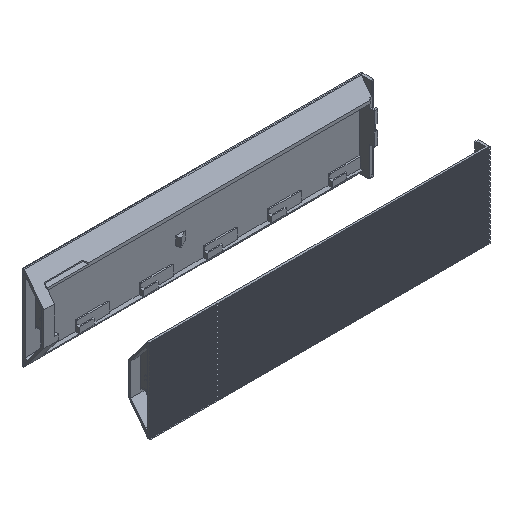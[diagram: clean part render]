
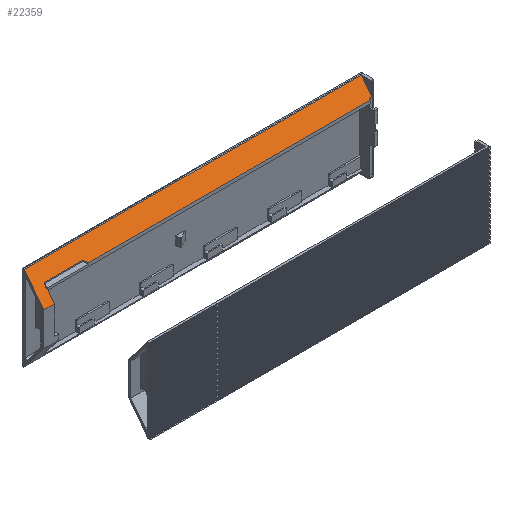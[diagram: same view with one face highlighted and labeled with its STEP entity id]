
A CAD part, isometric view. The second image highlights one B-rep face of the part: STEP entity #22359.
In plain terms, the highlighted planar face has unit normal (0, -0.794, 0.608).
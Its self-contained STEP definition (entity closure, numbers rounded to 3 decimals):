
#150 = CARTESIAN_POINT ( 'NONE',  ( 0., 7.2, 38.326 ) ) ;
#597 = CARTESIAN_POINT ( 'NONE',  ( 314., 8.1, 39.5 ) ) ;
#915 = VERTEX_POINT ( 'NONE', #3630 ) ;
#1070 = EDGE_CURVE ( 'NONE', #915, #1500, #22363, .T. ) ;
#1440 = LINE ( 'NONE', #1547, #14484 ) ;
#1500 = VERTEX_POINT ( 'NONE', #20349 ) ;
#1547 = CARTESIAN_POINT ( 'NONE',  ( 314., -2.6, 25.537 ) ) ;
#1796 = DIRECTION ( 'NONE',  ( -1., 0., 0. ) ) ;
#2134 = LINE ( 'NONE', #21840, #20841 ) ;
#2343 = ORIENTED_EDGE ( 'NONE', *, *, #10550, .F. ) ;
#2885 = VECTOR ( 'NONE', #12252, 1000. ) ;
#3003 = EDGE_CURVE ( 'NONE', #22158, #10722, #4568, .T. ) ;
#3405 = DIRECTION ( 'NONE',  ( -1., 0., 0. ) ) ;
#3630 = CARTESIAN_POINT ( 'NONE',  ( 10., -10.1, 15.75 ) ) ;
#3965 = VECTOR ( 'NONE', #16613, 1000. ) ;
#4003 = LINE ( 'NONE', #10809, #8444 ) ;
#4568 = LINE ( 'NONE', #15596, #10738 ) ;
#4695 = VECTOR ( 'NONE', #23068, 1000. ) ;
#6379 = CARTESIAN_POINT ( 'NONE',  ( 10., -2.6, 25.537 ) ) ;
#6496 = DIRECTION ( 'NONE',  ( -0.707, 0.43, 0.561 ) ) ;
#6694 = DIRECTION ( 'NONE',  ( 0., -0.608, -0.794 ) ) ;
#7030 = DIRECTION ( 'NONE',  ( 0., 0.608, 0.794 ) ) ;
#7271 = DIRECTION ( 'NONE',  ( -1., 0., 0. ) ) ;
#7344 = CARTESIAN_POINT ( 'NONE',  ( 49.5, -2.6, 25.537 ) ) ;
#7466 = LINE ( 'NONE', #21434, #21609 ) ;
#8012 = EDGE_CURVE ( 'NONE', #9022, #1500, #20966, .T. ) ;
#8270 = CARTESIAN_POINT ( 'NONE',  ( 46., -0.471, 28.315 ) ) ;
#8275 = EDGE_CURVE ( 'NONE', #16509, #13227, #17365, .T. ) ;
#8444 = VECTOR ( 'NONE', #16078, 1000. ) ;
#8799 = FACE_OUTER_BOUND ( 'NONE', #13621, .T. ) ;
#9022 = VERTEX_POINT ( 'NONE', #10153 ) ;
#9045 = CARTESIAN_POINT ( 'NONE',  ( 334.362, -1.7, 26.712 ) ) ;
#9104 = CARTESIAN_POINT ( 'NONE',  ( 315.95, 8.1, 39.5 ) ) ;
#9142 = VERTEX_POINT ( 'NONE', #7344 ) ;
#9603 = ORIENTED_EDGE ( 'NONE', *, *, #11659, .F. ) ;
#9760 = ORIENTED_EDGE ( 'NONE', *, *, #1070, .T. ) ;
#9895 = DIRECTION ( 'NONE',  ( 0., 0.608, 0.794 ) ) ;
#9987 = CARTESIAN_POINT ( 'NONE',  ( 0., -10.1, 15.75 ) ) ;
#10112 = ORIENTED_EDGE ( 'NONE', *, *, #3003, .T. ) ;
#10153 = CARTESIAN_POINT ( 'NONE',  ( 46., -0.471, 28.315 ) ) ;
#10191 = ORIENTED_EDGE ( 'NONE', *, *, #12102, .T. ) ;
#10248 = CARTESIAN_POINT ( 'NONE',  ( 314., -10.1, 15.75 ) ) ;
#10292 = VERTEX_POINT ( 'NONE', #9104 ) ;
#10550 = EDGE_CURVE ( 'NONE', #915, #16509, #15765, .T. ) ;
#10722 = VERTEX_POINT ( 'NONE', #20131 ) ;
#10738 = VECTOR ( 'NONE', #7030, 1000. ) ;
#10809 = CARTESIAN_POINT ( 'NONE',  ( -0.65, 7.2, 38.326 ) ) ;
#11059 = EDGE_CURVE ( 'NONE', #17512, #10722, #19871, .T. ) ;
#11262 = DIRECTION ( 'NONE',  ( 0., 0.608, 0.794 ) ) ;
#11288 = CARTESIAN_POINT ( 'NONE',  ( 314., -2.6, 25.537 ) ) ;
#11411 = VECTOR ( 'NONE', #7271, 1000. ) ;
#11659 = EDGE_CURVE ( 'NONE', #10292, #17512, #7466, .T. ) ;
#11933 = ORIENTED_EDGE ( 'NONE', *, *, #8012, .F. ) ;
#12006 = EDGE_CURVE ( 'NONE', #20172, #20053, #2134, .T. ) ;
#12042 = VECTOR ( 'NONE', #9895, 1000. ) ;
#12080 = CARTESIAN_POINT ( 'NONE',  ( 314., -10.1, 15.75 ) ) ;
#12102 = EDGE_CURVE ( 'NONE', #10292, #20053, #20207, .T. ) ;
#12252 = DIRECTION ( 'NONE',  ( -1., 0., 0. ) ) ;
#12871 = EDGE_CURVE ( 'NONE', #20172, #13227, #4003, .T. ) ;
#13227 = VERTEX_POINT ( 'NONE', #150 ) ;
#13354 = VECTOR ( 'NONE', #1796, 1000. ) ;
#13621 = EDGE_LOOP ( 'NONE', ( #15227, #13980, #10112, #17051, #9603, #10191, #17922, #23220, #21452, #2343, #9760, #11933 ) ) ;
#13799 = CARTESIAN_POINT ( 'NONE',  ( 10., -0.471, 28.315 ) ) ;
#13980 = ORIENTED_EDGE ( 'NONE', *, *, #19728, .F. ) ;
#14484 = VECTOR ( 'NONE', #3405, 1000. ) ;
#15227 = ORIENTED_EDGE ( 'NONE', *, *, #15961, .F. ) ;
#15421 = LINE ( 'NONE', #8270, #18601 ) ;
#15596 = CARTESIAN_POINT ( 'NONE',  ( 314., -10.1, 15.75 ) ) ;
#15765 = LINE ( 'NONE', #10248, #2885 ) ;
#15961 = EDGE_CURVE ( 'NONE', #9142, #9022, #15421, .T. ) ;
#16078 = DIRECTION ( 'NONE',  ( 1., 0., 0. ) ) ;
#16387 = AXIS2_PLACEMENT_3D ( 'NONE', #12080, #21258, #6694 ) ;
#16509 = VERTEX_POINT ( 'NONE', #18105 ) ;
#16613 = DIRECTION ( 'NONE',  ( 0., 0.608, 0.794 ) ) ;
#17051 = ORIENTED_EDGE ( 'NONE', *, *, #11059, .F. ) ;
#17365 = LINE ( 'NONE', #9987, #3965 ) ;
#17512 = VERTEX_POINT ( 'NONE', #20931 ) ;
#17581 = CARTESIAN_POINT ( 'NONE',  ( -0.65, 7.2, 38.326 ) ) ;
#17600 = PLANE ( 'NONE',  #16387 ) ;
#17922 = ORIENTED_EDGE ( 'NONE', *, *, #12006, .F. ) ;
#18105 = CARTESIAN_POINT ( 'NONE',  ( 0., -10.1, 15.75 ) ) ;
#18601 = VECTOR ( 'NONE', #6496, 1000. ) ;
#19728 = EDGE_CURVE ( 'NONE', #22158, #9142, #1440, .T. ) ;
#19871 = LINE ( 'NONE', #9045, #13354 ) ;
#20053 = VERTEX_POINT ( 'NONE', #22294 ) ;
#20131 = CARTESIAN_POINT ( 'NONE',  ( 314., -1.7, 26.712 ) ) ;
#20172 = VERTEX_POINT ( 'NONE', #17581 ) ;
#20207 = LINE ( 'NONE', #597, #11411 ) ;
#20349 = CARTESIAN_POINT ( 'NONE',  ( 10., -0.471, 28.315 ) ) ;
#20841 = VECTOR ( 'NONE', #11262, 1000. ) ;
#20931 = CARTESIAN_POINT ( 'NONE',  ( 315.95, -1.7, 26.712 ) ) ;
#20966 = LINE ( 'NONE', #13799, #4695 ) ;
#21258 = DIRECTION ( 'NONE',  ( 0., -0.794, 0.608 ) ) ;
#21434 = CARTESIAN_POINT ( 'NONE',  ( 315.95, 8.1, 39.5 ) ) ;
#21452 = ORIENTED_EDGE ( 'NONE', *, *, #8275, .F. ) ;
#21609 = VECTOR ( 'NONE', #23062, 1000. ) ;
#21840 = CARTESIAN_POINT ( 'NONE',  ( -0.65, -13.967, 10.703 ) ) ;
#22158 = VERTEX_POINT ( 'NONE', #11288 ) ;
#22294 = CARTESIAN_POINT ( 'NONE',  ( -0.65, 8.1, 39.5 ) ) ;
#22359 = ADVANCED_FACE ( 'NONE', ( #8799 ), #17600, .T. ) ;
#22363 = LINE ( 'NONE', #6379, #12042 ) ;
#23062 = DIRECTION ( 'NONE',  ( 0., -0.608, -0.794 ) ) ;
#23068 = DIRECTION ( 'NONE',  ( -1., 0., 0. ) ) ;
#23220 = ORIENTED_EDGE ( 'NONE', *, *, #12871, .T. ) ;
